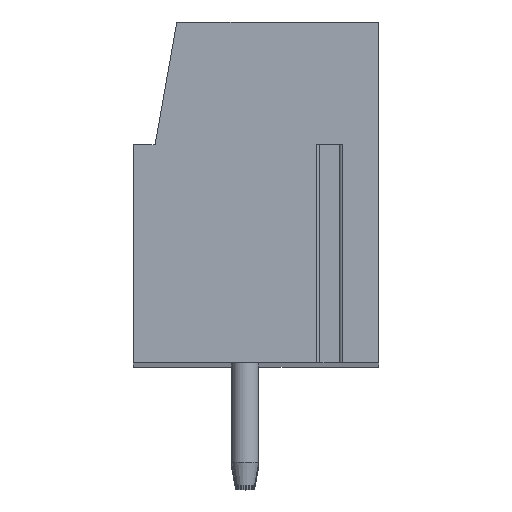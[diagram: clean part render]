
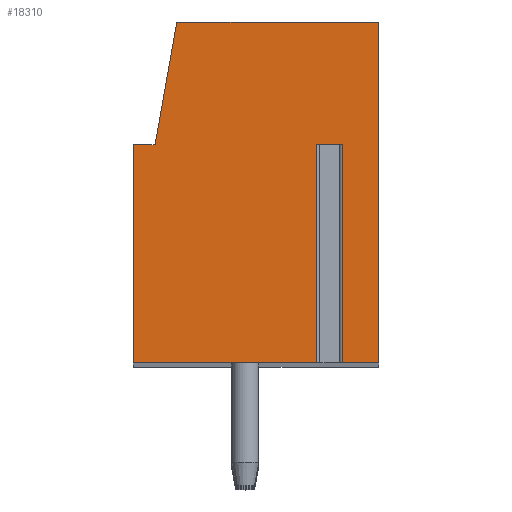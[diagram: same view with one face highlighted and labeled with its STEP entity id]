
A CAD part, top view. The second image highlights one B-rep face of the part: STEP entity #18310.
In plain terms, the highlighted planar face has unit normal (0, 0, 1).
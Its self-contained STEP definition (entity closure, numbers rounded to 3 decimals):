
#20=DIRECTION('',(-1.,0.,0.));
#21=VECTOR('',#20,0.958);
#22=CARTESIAN_POINT('',(3.179,1.75,92.5));
#23=LINE('',#22,#21);
#24=DIRECTION('',(0.,-1.,0.));
#25=VECTOR('',#24,8.);
#26=CARTESIAN_POINT('',(2.221,1.75,92.5));
#27=LINE('',#26,#25);
#28=DIRECTION('',(1.,0.,0.));
#29=VECTOR('',#28,6.721);
#30=CARTESIAN_POINT('',(-4.5,-6.25,92.5));
#31=LINE('',#30,#29);
#32=DIRECTION('',(0.,-1.,0.));
#33=VECTOR('',#32,8.);
#34=CARTESIAN_POINT('',(-4.5,1.75,92.5));
#35=LINE('',#34,#33);
#36=DIRECTION('',(-1.,0.,0.));
#37=VECTOR('',#36,0.8);
#38=CARTESIAN_POINT('',(-3.7,1.75,92.5));
#39=LINE('',#38,#37);
#40=DIRECTION('',(-0.174,-0.985,0.));
#41=VECTOR('',#40,4.569);
#42=CARTESIAN_POINT('',(-2.907,6.25,92.5));
#43=LINE('',#42,#41);
#44=DIRECTION('',(-1.,0.,0.));
#45=VECTOR('',#44,7.407);
#46=CARTESIAN_POINT('',(4.5,6.25,92.5));
#47=LINE('',#46,#45);
#48=DIRECTION('',(0.,1.,0.));
#49=VECTOR('',#48,12.5);
#50=CARTESIAN_POINT('',(4.5,-6.25,92.5));
#51=LINE('',#50,#49);
#52=DIRECTION('',(1.,0.,0.));
#53=VECTOR('',#52,1.321);
#54=CARTESIAN_POINT('',(3.179,-6.25,92.5));
#55=LINE('',#54,#53);
#56=DIRECTION('',(0.,-1.,0.));
#57=VECTOR('',#56,8.);
#58=CARTESIAN_POINT('',(3.179,1.75,92.5));
#59=LINE('',#58,#57);
#14480=CARTESIAN_POINT('',(-2.907,6.25,92.5));
#14481=CARTESIAN_POINT('',(-3.7,1.75,92.5));
#14482=VERTEX_POINT('',#14480);
#14483=VERTEX_POINT('',#14481);
#14484=CARTESIAN_POINT('',(-4.5,1.75,92.5));
#14485=VERTEX_POINT('',#14484);
#14486=CARTESIAN_POINT('',(-4.5,-6.25,92.5));
#14487=VERTEX_POINT('',#14486);
#14488=CARTESIAN_POINT('',(4.5,-6.25,92.5));
#14489=CARTESIAN_POINT('',(4.5,6.25,92.5));
#14490=VERTEX_POINT('',#14488);
#14491=VERTEX_POINT('',#14489);
#14548=CARTESIAN_POINT('',(3.179,1.75,92.5));
#14549=CARTESIAN_POINT('',(2.221,1.75,92.5));
#14550=VERTEX_POINT('',#14548);
#14551=VERTEX_POINT('',#14549);
#14552=CARTESIAN_POINT('',(3.179,-6.25,92.5));
#14553=VERTEX_POINT('',#14552);
#14554=CARTESIAN_POINT('',(2.221,-6.25,92.5));
#14555=VERTEX_POINT('',#14554);
#18283=CARTESIAN_POINT('',(0.,0.,92.5));
#18284=DIRECTION('',(0.,0.,1.));
#18285=DIRECTION('',(1.,0.,0.));
#18286=AXIS2_PLACEMENT_3D('',#18283,#18284,#18285);
#18287=PLANE('',#18286);
#18289=ORIENTED_EDGE('',*,*,#18288,.T.);
#18291=ORIENTED_EDGE('',*,*,#18290,.T.);
#18293=ORIENTED_EDGE('',*,*,#18292,.F.);
#18295=ORIENTED_EDGE('',*,*,#18294,.F.);
#18297=ORIENTED_EDGE('',*,*,#18296,.F.);
#18299=ORIENTED_EDGE('',*,*,#18298,.F.);
#18301=ORIENTED_EDGE('',*,*,#18300,.F.);
#18303=ORIENTED_EDGE('',*,*,#18302,.F.);
#18305=ORIENTED_EDGE('',*,*,#18304,.F.);
#18307=ORIENTED_EDGE('',*,*,#18306,.F.);
#18308=EDGE_LOOP('',(#18289,#18291,#18293,#18295,#18297,#18299,#18301,#18303,
#18305,#18307));
#18309=FACE_OUTER_BOUND('',#18308,.F.);
#18288=EDGE_CURVE('',#14550,#14551,#23,.T.);
#18290=EDGE_CURVE('',#14551,#14555,#27,.T.);
#18292=EDGE_CURVE('',#14487,#14555,#31,.T.);
#18294=EDGE_CURVE('',#14485,#14487,#35,.T.);
#18296=EDGE_CURVE('',#14483,#14485,#39,.T.);
#18298=EDGE_CURVE('',#14482,#14483,#43,.T.);
#18300=EDGE_CURVE('',#14491,#14482,#47,.T.);
#18302=EDGE_CURVE('',#14490,#14491,#51,.T.);
#18304=EDGE_CURVE('',#14553,#14490,#55,.T.);
#18306=EDGE_CURVE('',#14550,#14553,#59,.T.);
#18310=ADVANCED_FACE('',(#18309),#18287,.T.);
